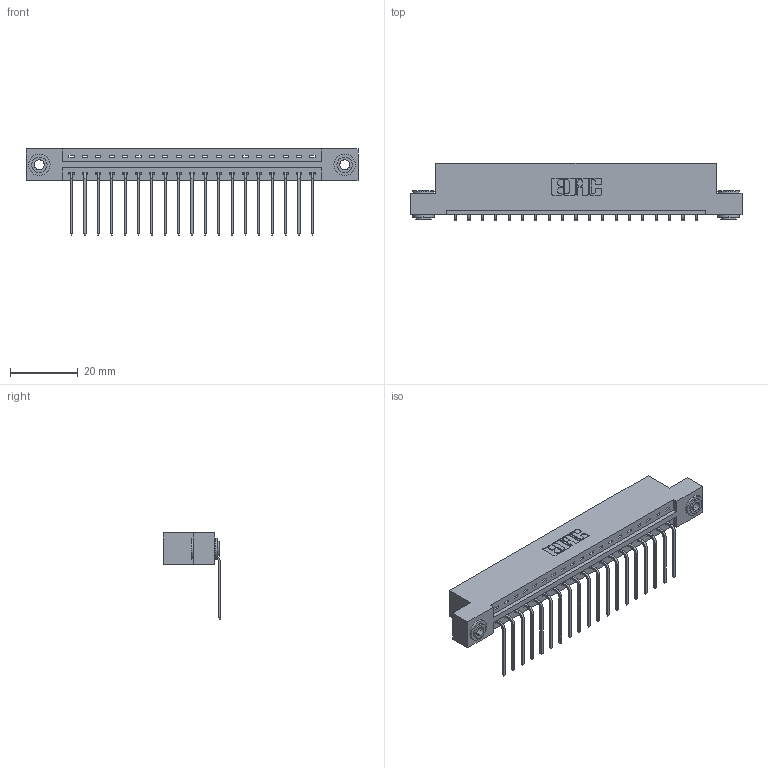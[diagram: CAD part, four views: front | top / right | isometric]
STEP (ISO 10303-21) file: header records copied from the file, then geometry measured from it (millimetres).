
FILE_DESCRIPTION (( 'STEP AP203' ), '1' );
FILE_NAME ('387-019-559-103.STEP', '2019-10-02T21:53:45', ( '' ), ( '' ), 'SwSTEP 2.0', 'SolidWorks 2016', '' );
FILE_SCHEMA (( 'CONFIG_CONTROL_DESIGN' ));
Length unit declared in the file: inch
Products named in the file (4): 387-019-559-103; 337 Part_Flush Mounting Lugs - 0.156 Dia-TH; 345-292-001_558 559 Tail - 1; 345-250-002_345-250-002-102
Assembly tree (22 placements, depth 2):
  387-019-559-103
    337 Part_Flush Mounting Lugs - 0.156 Dia-TH
    345-292-001_558 559 Tail - 1  x19
    345-250-002_345-250-002-102  x2
Bounding box: 98.3 x 17.09 x 25.53 mm (x, y, z)
Volume: 10011.3 mm3; surface area: 10839.2 mm2
Topology: 22 solids, 22 shells, 1368 faces, 4073 edges, 2686 vertices
Faces by surface type: plane 992, cylinder 368, cone 8
Entity records: 17832 total; most frequent: CARTESIAN_POINT 3082, ORIENTED_EDGE 3030, DIRECTION 2675, EDGE_CURVE 1515, VECTOR 1363, LINE 1363, VERTEX_POINT 1006, AXIS2_PLACEMENT_3D 656
